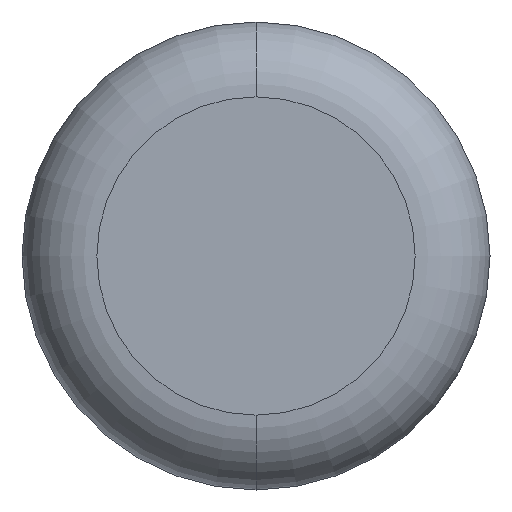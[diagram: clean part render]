
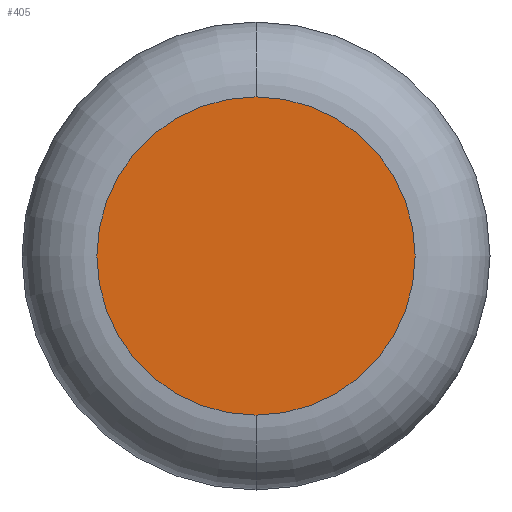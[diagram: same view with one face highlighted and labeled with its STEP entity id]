
A CAD part, front view. The second image highlights one B-rep face of the part: STEP entity #405.
In plain terms, the highlighted planar face has unit normal (0, -1, 0).
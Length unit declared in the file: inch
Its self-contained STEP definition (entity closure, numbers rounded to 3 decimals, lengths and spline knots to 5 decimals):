
#16 = DIRECTION ( 'NONE',  ( 0., -1., 0. ) ) ;
#21 = EDGE_CURVE ( 'NONE', #461, #192, #494, .T. ) ;
#40 = DIRECTION ( 'NONE',  ( 0., 0., -1. ) ) ;
#42 = CARTESIAN_POINT ( 'NONE',  ( 0., 0., 0. ) ) ;
#43 = CARTESIAN_POINT ( 'NONE',  ( 0., 0., 0. ) ) ;
#120 = EDGE_CURVE ( 'NONE', #192, #461, #495, .T. ) ;
#136 = ORIENTED_EDGE ( 'NONE', *, *, #120, .T. ) ;
#158 = PLANE ( 'NONE',  #196 ) ;
#163 = CARTESIAN_POINT ( 'NONE',  ( 0., 0., 0.1275 ) ) ;
#181 = ORIENTED_EDGE ( 'NONE', *, *, #21, .T. ) ;
#192 = VERTEX_POINT ( 'NONE', #163 ) ;
#196 = AXIS2_PLACEMENT_3D ( 'NONE', #43, #545, #418 ) ;
#198 = FACE_OUTER_BOUND ( 'NONE', #491, .T. ) ;
#214 = DIRECTION ( 'NONE',  ( 0., -1., 0. ) ) ;
#337 = CARTESIAN_POINT ( 'NONE',  ( 0., 0., -0.1275 ) ) ;
#392 = DIRECTION ( 'NONE',  ( 0., 0., -1. ) ) ;
#405 = ADVANCED_FACE ( 'NONE', ( #198 ), #158, .T. ) ;
#418 = DIRECTION ( 'NONE',  ( 0., 0., -1. ) ) ;
#425 = CARTESIAN_POINT ( 'NONE',  ( 0., 0., 0. ) ) ;
#427 = AXIS2_PLACEMENT_3D ( 'NONE', #42, #214, #40 ) ;
#461 = VERTEX_POINT ( 'NONE', #337 ) ;
#466 = AXIS2_PLACEMENT_3D ( 'NONE', #425, #16, #392 ) ;
#491 = EDGE_LOOP ( 'NONE', ( #181, #136 ) ) ;
#494 = CIRCLE ( 'NONE', #427, 0.1275 ) ;
#495 = CIRCLE ( 'NONE', #466, 0.1275 ) ;
#545 = DIRECTION ( 'NONE',  ( 0., -1., 0. ) ) ;
